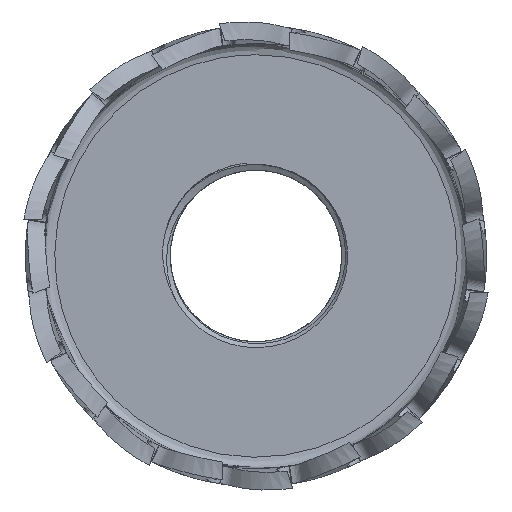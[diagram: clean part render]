
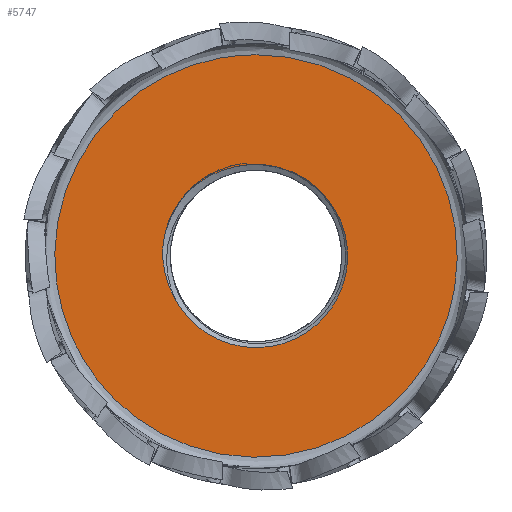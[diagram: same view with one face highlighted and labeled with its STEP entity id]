
A CAD part, front view. The second image highlights one B-rep face of the part: STEP entity #5747.
In plain terms, the highlighted free-form (B-spline) face has degree [1, 1] with [2, 2] control points.
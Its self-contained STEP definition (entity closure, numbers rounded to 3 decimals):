
#5704 = VERTEX_POINT('',#5705);
#5705 = CARTESIAN_POINT('',(0.,-2.766,15.796));
#5715 = EDGE_CURVE('',#5704,#5704,#5716,.T.);
#5716 = ( BOUNDED_CURVE() B_SPLINE_CURVE(2,(#5717,#5718,#5719,#5720,
#5721,#5722,#5723),.UNSPECIFIED.,.T.,.F.) B_SPLINE_CURVE_WITH_KNOTS((1,2
    ,2,2,2,1),(-2.094,0.,2.094,4.189,
6.283,8.378),.UNSPECIFIED.) CURVE() 
GEOMETRIC_REPRESENTATION_ITEM() RATIONAL_B_SPLINE_CURVE((1.,0.5,1.,0.5,
1.,0.5,1.)) REPRESENTATION_ITEM('') );
#5717 = CARTESIAN_POINT('',(0.,-2.766,15.796));
#5718 = CARTESIAN_POINT('',(27.36,-2.766,
    15.796));
#5719 = CARTESIAN_POINT('',(13.68,-2.766,
    -7.898));
#5720 = CARTESIAN_POINT('',(0.,-2.766,
    -31.593));
#5721 = CARTESIAN_POINT('',(-13.68,-2.766,
    -7.898));
#5722 = CARTESIAN_POINT('',(-27.36,-2.766,
    15.796));
#5723 = CARTESIAN_POINT('',(0.,-2.766,15.796));
#5747 = ADVANCED_FACE('',(#5748,#5805),#5808,.F.);
#5748 = FACE_BOUND('',#5749,.T.);
#5749 = EDGE_LOOP('',(#5750,#5767,#5782,#5792));
#5750 = ORIENTED_EDGE('',*,*,#5751,.T.);
#5751 = EDGE_CURVE('',#5752,#5754,#5756,.T.);
#5752 = VERTEX_POINT('',#5753);
#5753 = CARTESIAN_POINT('',(-7.311,-2.766,
    0.717));
#5754 = VERTEX_POINT('',#5755);
#5755 = CARTESIAN_POINT('',(-5.508,-2.766,
    4.861));
#5756 = B_SPLINE_CURVE_WITH_KNOTS('',3,(#5757,#5758,#5759,#5760,#5761,
    #5762,#5763,#5764,#5765,#5766),.UNSPECIFIED.,.F.,.F.,(4,2,2,2,4),(0.
    ,0.001,0.003,0.004,
    0.005),.UNSPECIFIED.);
#5757 = CARTESIAN_POINT('',(-7.311,-2.766,
    0.717));
#5758 = CARTESIAN_POINT('',(-7.286,-2.766,
    1.101));
#5759 = CARTESIAN_POINT('',(-7.223,-2.766,
    1.483));
#5760 = CARTESIAN_POINT('',(-7.038,-2.766,
    2.225));
#5761 = CARTESIAN_POINT('',(-6.914,-2.766,
    2.587));
#5762 = CARTESIAN_POINT('',(-6.607,-2.766,
    3.293));
#5763 = CARTESIAN_POINT('',(-6.426,-2.766,
    3.631));
#5764 = CARTESIAN_POINT('',(-6.006,-2.766,
    4.277));
#5765 = CARTESIAN_POINT('',(-5.772,-2.766,
    4.581));
#5766 = CARTESIAN_POINT('',(-5.508,-2.766,
    4.861));
#5767 = ORIENTED_EDGE('',*,*,#5768,.T.);
#5768 = EDGE_CURVE('',#5754,#5769,#5771,.T.);
#5769 = VERTEX_POINT('',#5770);
#5770 = CARTESIAN_POINT('',(-1.754,-2.766,
    6.976));
#5771 = B_SPLINE_CURVE_WITH_KNOTS('',3,(#5772,#5773,#5774,#5775,#5776,
    #5777,#5778,#5779,#5780,#5781),.UNSPECIFIED.,.F.,.F.,(4,2,2,2,4),(0.
    ,0.001,0.002,0.004,
    0.005),.UNSPECIFIED.);
#5772 = CARTESIAN_POINT('',(-5.508,-2.766,
    4.861));
#5773 = CARTESIAN_POINT('',(-5.256,-2.766,
    5.128));
#5774 = CARTESIAN_POINT('',(-4.986,-2.766,
    5.374));
#5775 = CARTESIAN_POINT('',(-4.41,-2.766,
    5.825));
#5776 = CARTESIAN_POINT('',(-4.103,-2.766,
    6.029));
#5777 = CARTESIAN_POINT('',(-3.471,-2.766,
    6.385));
#5778 = CARTESIAN_POINT('',(-3.143,-2.766,6.538
    ));
#5779 = CARTESIAN_POINT('',(-2.464,-2.766,
    6.795));
#5780 = CARTESIAN_POINT('',(-2.11,-2.766,
    6.9));
#5781 = CARTESIAN_POINT('',(-1.754,-2.766,
    6.976));
#5782 = ORIENTED_EDGE('',*,*,#5783,.T.);
#5783 = EDGE_CURVE('',#5769,#5784,#5786,.T.);
#5784 = VERTEX_POINT('',#5785);
#5785 = CARTESIAN_POINT('',(-6.295,-2.766,
    -3.48));
#5786 = ( BOUNDED_CURVE() B_SPLINE_CURVE(2,(#5787,#5788,#5789,#5790,
#5791),.UNSPECIFIED.,.F.,.F.) B_SPLINE_CURVE_WITH_KNOTS((3,2,3),(
    6.037,8.264,10.491),
.PIECEWISE_BEZIER_KNOTS.) CURVE() GEOMETRIC_REPRESENTATION_ITEM() 
RATIONAL_B_SPLINE_CURVE((1.,0.442,1.,0.442,1.)) 
REPRESENTATION_ITEM('') );
#5787 = CARTESIAN_POINT('',(-1.754,-2.766,
    6.976));
#5788 = CARTESIAN_POINT('',(12.419,-2.766,
    10.539));
#5789 = CARTESIAN_POINT('',(6.597,-2.766,
    -2.865));
#5790 = CARTESIAN_POINT('',(0.776,-2.766,
    -16.269));
#5791 = CARTESIAN_POINT('',(-6.295,-2.766,
    -3.48));
#5792 = ORIENTED_EDGE('',*,*,#5793,.T.);
#5793 = EDGE_CURVE('',#5784,#5752,#5794,.T.);
#5794 = B_SPLINE_CURVE_WITH_KNOTS('',3,(#5795,#5796,#5797,#5798,#5799,
    #5800,#5801,#5802,#5803,#5804),.UNSPECIFIED.,.F.,.F.,(4,2,2,2,4),(
    0.014,0.015,0.016,
    0.017,0.019),.UNSPECIFIED.);
#5795 = CARTESIAN_POINT('',(-6.295,-2.766,
    -3.48));
#5796 = CARTESIAN_POINT('',(-6.482,-2.766,
    -3.168));
#5797 = CARTESIAN_POINT('',(-6.648,-2.766,
    -2.837));
#5798 = CARTESIAN_POINT('',(-6.925,-2.766,
    -2.163));
#5799 = CARTESIAN_POINT('',(-7.037,-2.766,
    -1.818));
#5800 = CARTESIAN_POINT('',(-7.208,-2.766,
    -1.111));
#5801 = CARTESIAN_POINT('',(-7.268,-2.766,
    -0.748));
#5802 = CARTESIAN_POINT('',(-7.331,-2.766,
    -0.017));
#5803 = CARTESIAN_POINT('',(-7.334,-2.766,
    0.35));
#5804 = CARTESIAN_POINT('',(-7.311,-2.766,
    0.717));
#5805 = FACE_BOUND('',#5806,.T.);
#5806 = EDGE_LOOP('',(#5807));
#5807 = ORIENTED_EDGE('',*,*,#5715,.F.);
#5808 = B_SPLINE_SURFACE_WITH_KNOTS('',1,1,(
    (#5809,#5810)
    ,(#5811,#5812
  )),.UNSPECIFIED.,.F.,.F.,.F.,(2,2),(2,2),(-17.13,17.13),(-34.26,0.),
  .PIECEWISE_BEZIER_KNOTS.);
#5809 = CARTESIAN_POINT('',(-15.796,-2.766,
    -15.796));
#5810 = CARTESIAN_POINT('',(15.796,-2.766,
    -15.796));
#5811 = CARTESIAN_POINT('',(-15.796,-2.766,
    15.796));
#5812 = CARTESIAN_POINT('',(15.796,-2.766,
    15.796));
